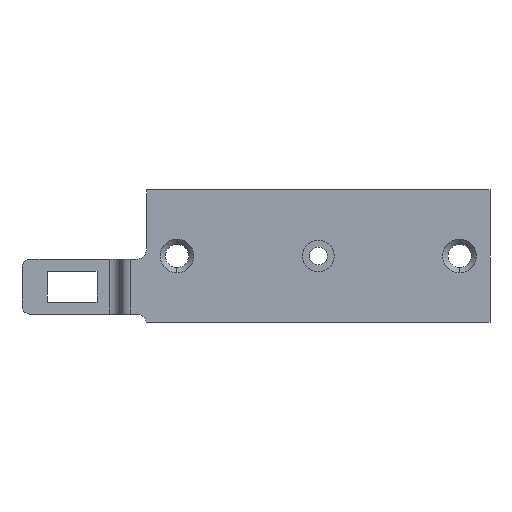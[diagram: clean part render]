
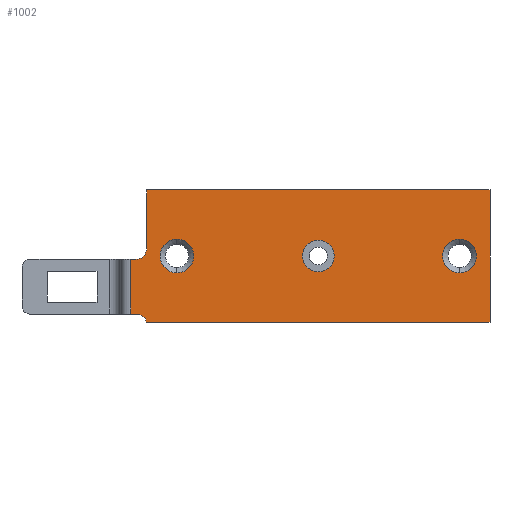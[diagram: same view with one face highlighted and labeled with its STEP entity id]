
A CAD part, front view. The second image highlights one B-rep face of the part: STEP entity #1002.
In plain terms, the highlighted planar face has unit normal (0, -1, 0).
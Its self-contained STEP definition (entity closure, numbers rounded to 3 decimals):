
#3 = VERTEX_POINT ( 'NONE', #762 ) ;
#5 = CARTESIAN_POINT ( 'NONE',  ( 65., 0., 0. ) ) ;
#26 = VERTEX_POINT ( 'NONE', #1336 ) ;
#33 = ORIENTED_EDGE ( 'NONE', *, *, #515, .F. ) ;
#36 = CARTESIAN_POINT ( 'NONE',  ( -5., 0., -23.488 ) ) ;
#84 = DIRECTION ( 'NONE',  ( 0., 1., 0. ) ) ;
#86 = CARTESIAN_POINT ( 'NONE',  ( 5.75, 0., -15.7 ) ) ;
#117 = FACE_BOUND ( 'NONE', #422, .T. ) ;
#118 = VECTOR ( 'NONE', #1464, 1000. ) ;
#124 = CARTESIAN_POINT ( 'NONE',  ( 65., 0., -25. ) ) ;
#136 = VECTOR ( 'NONE', #1574, 1000. ) ;
#144 = DIRECTION ( 'NONE',  ( 0., -1., 0. ) ) ;
#147 = VECTOR ( 'NONE', #1553, 1000. ) ;
#153 = CARTESIAN_POINT ( 'NONE',  ( 32.5, 0., -12.5 ) ) ;
#189 = CARTESIAN_POINT ( 'NONE',  ( -3., 0., -23.488 ) ) ;
#204 = VERTEX_POINT ( 'NONE', #838 ) ;
#229 = AXIS2_PLACEMENT_3D ( 'NONE', #1546, #296, #826 ) ;
#249 = DIRECTION ( 'NONE',  ( 0., 1., 0. ) ) ;
#252 = VERTEX_POINT ( 'NONE', #124 ) ;
#269 = CARTESIAN_POINT ( 'NONE',  ( 59.25, 0., -12.5 ) ) ;
#271 = EDGE_CURVE ( 'NONE', #1721, #912, #934, .T. ) ;
#291 = VECTOR ( 'NONE', #618, 1000. ) ;
#296 = DIRECTION ( 'NONE',  ( 0., 1., 0. ) ) ;
#302 = EDGE_CURVE ( 'NONE', #912, #1721, #820, .T. ) ;
#369 = DIRECTION ( 'NONE',  ( 0., 1., 0. ) ) ;
#398 = EDGE_CURVE ( 'NONE', #1035, #609, #991, .T. ) ;
#409 = ORIENTED_EDGE ( 'NONE', *, *, #496, .F. ) ;
#414 = FACE_OUTER_BOUND ( 'NONE', #1398, .T. ) ;
#415 = DIRECTION ( 'NONE',  ( -1., 0., 0. ) ) ;
#421 = EDGE_CURVE ( 'NONE', #492, #26, #1004, .T. ) ;
#422 = EDGE_LOOP ( 'NONE', ( #535, #1682 ) ) ;
#468 = DIRECTION ( 'NONE',  ( 0., 0., -1. ) ) ;
#492 = VERTEX_POINT ( 'NONE', #569 ) ;
#494 = CARTESIAN_POINT ( 'NONE',  ( 59.25, 0., -15.7 ) ) ;
#496 = EDGE_CURVE ( 'NONE', #1035, #1310, #1690, .T. ) ;
#497 = DIRECTION ( 'NONE',  ( 0., 0., -1. ) ) ;
#515 = EDGE_CURVE ( 'NONE', #3, #1070, #1543, .T. ) ;
#531 = ORIENTED_EDGE ( 'NONE', *, *, #1185, .F. ) ;
#533 = ORIENTED_EDGE ( 'NONE', *, *, #863, .F. ) ;
#535 = ORIENTED_EDGE ( 'NONE', *, *, #302, .T. ) ;
#569 = CARTESIAN_POINT ( 'NONE',  ( 0., 0., -11.158 ) ) ;
#577 = EDGE_LOOP ( 'NONE', ( #1733, #1495 ) ) ;
#584 = AXIS2_PLACEMENT_3D ( 'NONE', #1561, #1423, #468 ) ;
#589 = CARTESIAN_POINT ( 'NONE',  ( 0., 0., 0. ) ) ;
#601 = EDGE_CURVE ( 'NONE', #1320, #204, #616, .T. ) ;
#609 = VERTEX_POINT ( 'NONE', #785 ) ;
#616 = CIRCLE ( 'NONE', #1404, 3. ) ;
#618 = DIRECTION ( 'NONE',  ( -1., 0., 0. ) ) ;
#625 = LINE ( 'NONE', #1183, #118 ) ;
#637 = ORIENTED_EDGE ( 'NONE', *, *, #398, .T. ) ;
#642 = CARTESIAN_POINT ( 'NONE',  ( 65., 0., 0. ) ) ;
#664 = CARTESIAN_POINT ( 'NONE',  ( 5.75, 0., -12.5 ) ) ;
#668 = VERTEX_POINT ( 'NONE', #1529 ) ;
#680 = DIRECTION ( 'NONE',  ( 0., 0., -1. ) ) ;
#696 = DIRECTION ( 'NONE',  ( 0., 0., -1. ) ) ;
#698 = FACE_BOUND ( 'NONE', #845, .T. ) ;
#711 = DIRECTION ( 'NONE',  ( 1., 0., 0. ) ) ;
#762 = CARTESIAN_POINT ( 'NONE',  ( -3., 0., -13.158 ) ) ;
#771 = ORIENTED_EDGE ( 'NONE', *, *, #1104, .T. ) ;
#785 = CARTESIAN_POINT ( 'NONE',  ( 0., 0., -25. ) ) ;
#794 = CIRCLE ( 'NONE', #229, 2. ) ;
#809 = CARTESIAN_POINT ( 'NONE',  ( 32.5, 0., -12.5 ) ) ;
#820 = CIRCLE ( 'NONE', #1770, 3.2 ) ;
#826 = DIRECTION ( 'NONE',  ( 0., 0., -1. ) ) ;
#838 = CARTESIAN_POINT ( 'NONE',  ( 32.5, 0., -9.5 ) ) ;
#845 = EDGE_LOOP ( 'NONE', ( #1113, #531 ) ) ;
#847 = DIRECTION ( 'NONE',  ( 0., 1., 0. ) ) ;
#850 = PLANE ( 'NONE',  #1231 ) ;
#855 = AXIS2_PLACEMENT_3D ( 'NONE', #153, #1249, #1127 ) ;
#861 = CARTESIAN_POINT ( 'NONE',  ( -1.94, 0., -23.488 ) ) ;
#863 = EDGE_CURVE ( 'NONE', #26, #1476, #1605, .T. ) ;
#912 = VERTEX_POINT ( 'NONE', #494 ) ;
#934 = CIRCLE ( 'NONE', #1167, 3.2 ) ;
#946 = DIRECTION ( 'NONE',  ( 0., -1., 0. ) ) ;
#991 = CIRCLE ( 'NONE', #1606, 2. ) ;
#996 = CIRCLE ( 'NONE', #1028, 3.2 ) ;
#1002 = ADVANCED_FACE ( 'NONE', ( #117, #1679, #698, #414 ), #850, .T. ) ;
#1004 = LINE ( 'NONE', #1567, #136 ) ;
#1016 = DIRECTION ( 'NONE',  ( 1., 0., 0. ) ) ;
#1019 = VECTOR ( 'NONE', #1016, 1000. ) ;
#1028 = AXIS2_PLACEMENT_3D ( 'NONE', #664, #249, #1202 ) ;
#1035 = VERTEX_POINT ( 'NONE', #861 ) ;
#1057 = EDGE_CURVE ( 'NONE', #1745, #668, #1112, .T. ) ;
#1070 = VERTEX_POINT ( 'NONE', #1145 ) ;
#1075 = CARTESIAN_POINT ( 'NONE',  ( 32.5, 0., -15.5 ) ) ;
#1104 = EDGE_CURVE ( 'NONE', #492, #1070, #794, .T. ) ;
#1112 = CIRCLE ( 'NONE', #584, 3.2 ) ;
#1113 = ORIENTED_EDGE ( 'NONE', *, *, #601, .F. ) ;
#1127 = DIRECTION ( 'NONE',  ( 0., 0., -1. ) ) ;
#1145 = CARTESIAN_POINT ( 'NONE',  ( -2., 0., -13.158 ) ) ;
#1167 = AXIS2_PLACEMENT_3D ( 'NONE', #269, #847, #696 ) ;
#1183 = CARTESIAN_POINT ( 'NONE',  ( -3., 0., 0. ) ) ;
#1185 = EDGE_CURVE ( 'NONE', #204, #1320, #1409, .T. ) ;
#1192 = LINE ( 'NONE', #1437, #291 ) ;
#1198 = CARTESIAN_POINT ( 'NONE',  ( -1.94, 0., -25.488 ) ) ;
#1202 = DIRECTION ( 'NONE',  ( 0., 0., -1. ) ) ;
#1231 = AXIS2_PLACEMENT_3D ( 'NONE', #1407, #144, #680 ) ;
#1249 = DIRECTION ( 'NONE',  ( 0., -1., 0. ) ) ;
#1310 = VERTEX_POINT ( 'NONE', #189 ) ;
#1314 = EDGE_CURVE ( 'NONE', #3, #1310, #625, .T. ) ;
#1320 = VERTEX_POINT ( 'NONE', #1075 ) ;
#1336 = CARTESIAN_POINT ( 'NONE',  ( 0., 0., 0. ) ) ;
#1338 = CARTESIAN_POINT ( 'NONE',  ( 59.25, 0., -12.5 ) ) ;
#1343 = LINE ( 'NONE', #642, #147 ) ;
#1398 = EDGE_LOOP ( 'NONE', ( #33, #1531, #409, #637, #1654, #1710, #533, #1443, #771 ) ) ;
#1404 = AXIS2_PLACEMENT_3D ( 'NONE', #809, #946, #497 ) ;
#1407 = CARTESIAN_POINT ( 'NONE',  ( 0., 0., 0. ) ) ;
#1408 = CARTESIAN_POINT ( 'NONE',  ( -5., 0., -13.158 ) ) ;
#1409 = CIRCLE ( 'NONE', #855, 3. ) ;
#1423 = DIRECTION ( 'NONE',  ( 0., 1., 0. ) ) ;
#1437 = CARTESIAN_POINT ( 'NONE',  ( 0., 0., -25. ) ) ;
#1443 = ORIENTED_EDGE ( 'NONE', *, *, #421, .F. ) ;
#1444 = EDGE_CURVE ( 'NONE', #1476, #252, #1343, .T. ) ;
#1464 = DIRECTION ( 'NONE',  ( 0., 0., -1. ) ) ;
#1473 = CARTESIAN_POINT ( 'NONE',  ( 59.25, 0., -9.3 ) ) ;
#1476 = VERTEX_POINT ( 'NONE', #5 ) ;
#1487 = DIRECTION ( 'NONE',  ( 0., 0., -1. ) ) ;
#1495 = ORIENTED_EDGE ( 'NONE', *, *, #1658, .T. ) ;
#1529 = CARTESIAN_POINT ( 'NONE',  ( 5.75, 0., -9.3 ) ) ;
#1531 = ORIENTED_EDGE ( 'NONE', *, *, #1314, .T. ) ;
#1543 = LINE ( 'NONE', #1408, #1580 ) ;
#1546 = CARTESIAN_POINT ( 'NONE',  ( -2., 0., -11.158 ) ) ;
#1553 = DIRECTION ( 'NONE',  ( 0., 0., -1. ) ) ;
#1561 = CARTESIAN_POINT ( 'NONE',  ( 5.75, 0., -12.5 ) ) ;
#1567 = CARTESIAN_POINT ( 'NONE',  ( 0., 0., 0. ) ) ;
#1573 = EDGE_CURVE ( 'NONE', #252, #609, #1192, .T. ) ;
#1574 = DIRECTION ( 'NONE',  ( 0., 0., 1. ) ) ;
#1580 = VECTOR ( 'NONE', #711, 1000. ) ;
#1605 = LINE ( 'NONE', #589, #1019 ) ;
#1606 = AXIS2_PLACEMENT_3D ( 'NONE', #1198, #84, #1715 ) ;
#1654 = ORIENTED_EDGE ( 'NONE', *, *, #1573, .F. ) ;
#1658 = EDGE_CURVE ( 'NONE', #668, #1745, #996, .T. ) ;
#1679 = FACE_BOUND ( 'NONE', #577, .T. ) ;
#1682 = ORIENTED_EDGE ( 'NONE', *, *, #271, .T. ) ;
#1686 = VECTOR ( 'NONE', #415, 1000. ) ;
#1690 = LINE ( 'NONE', #36, #1686 ) ;
#1710 = ORIENTED_EDGE ( 'NONE', *, *, #1444, .F. ) ;
#1715 = DIRECTION ( 'NONE',  ( 0., 0., -1. ) ) ;
#1721 = VERTEX_POINT ( 'NONE', #1473 ) ;
#1733 = ORIENTED_EDGE ( 'NONE', *, *, #1057, .T. ) ;
#1745 = VERTEX_POINT ( 'NONE', #86 ) ;
#1770 = AXIS2_PLACEMENT_3D ( 'NONE', #1338, #369, #1487 ) ;
